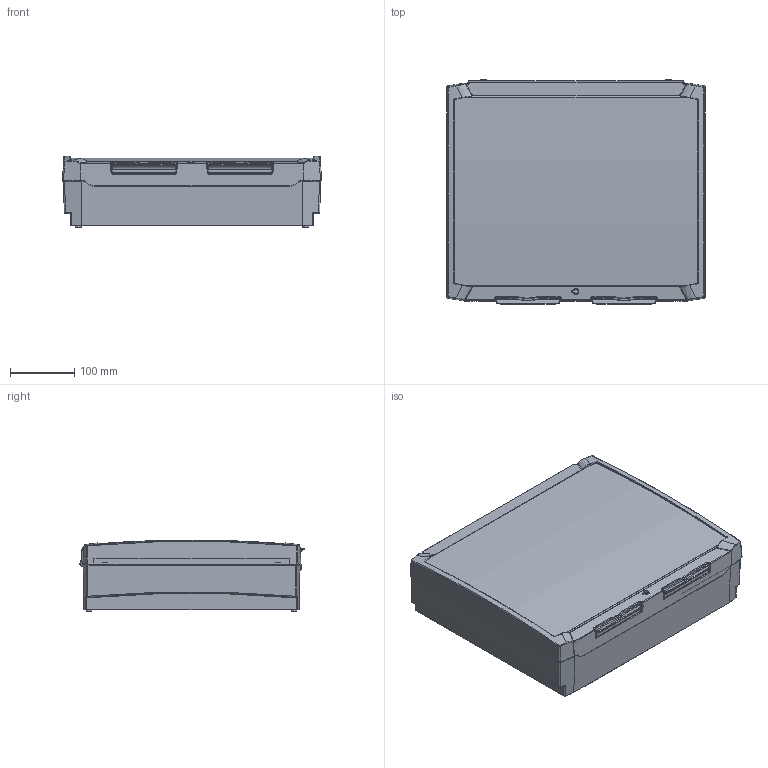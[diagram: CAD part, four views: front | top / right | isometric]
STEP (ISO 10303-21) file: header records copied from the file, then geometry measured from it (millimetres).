
FILE_DESCRIPTION(/* description */ (''),/* implementation_level */ '2;1');
FILE_NAME(/* name */ '2604181_3D.stp',/* time_stamp */ '2018-07-11T16:09:10+02:00',/* author */ ('haertel'),/* organization */ (''),/* preprocessor_version */ 'ST-DEVELOPER v16.13',/* originating_system */ 'Autodesk Inventor 2018',/* authorisation */ '');
FILE_SCHEMA (('AUTOMOTIVE_DESIGN { 1 0 10303 214 3 1 1 }'));
Length unit declared in the file: millimetre
Products named in the file (9): 2604181_3D; 1009539_3Dsym; 1011386_3D-test-2; PART1_1; PART1_2; PART1; 1009554_3Dsym; 1009626_3Dsym; 1009637_3Dsym
Assembly tree (9 placements, depth 2):
  2604181_3D
    1009539_3Dsym
    1011386_3D-test-2  x2
    PART1_1
    PART1_2
    PART1
    1009554_3Dsym
    1009626_3Dsym
    1009637_3Dsym
Bounding box: 404 x 350.04 x 111.96 mm (x, y, z)
Volume: 2302951.3 mm3; surface area: 1393241.9 mm2
Topology: 9 solids, 9 shells, 4064 faces, 10657 edges, 6605 vertices
Faces by surface type: plane 2008, cylinder 928, bspline 595, cone 286, sphere 219, torus 28
Full cylindrical faces by diameter (mm): 2 x4, 2.15 x8, 2.3 x2, 3.2 x4, 5.2 x4
Entity records: 154602 total; most frequent: CARTESIAN_POINT 65402, ORIENTED_EDGE 18808, DIRECTION 18062, EDGE_CURVE 9404, AXIS2_PLACEMENT_3D 6250, VERTEX_POINT 6019, LINE 5562, VECTOR 5562
